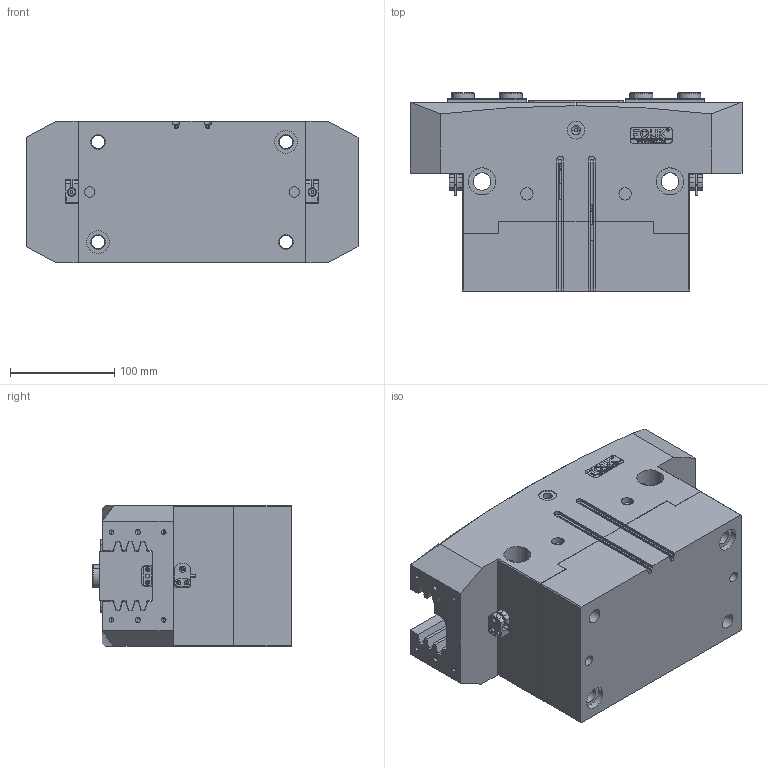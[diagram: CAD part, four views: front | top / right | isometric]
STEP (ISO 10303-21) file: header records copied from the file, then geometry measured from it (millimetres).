
FILE_DESCRIPTION (( 'STEP AP203' ), '1' );
FILE_NAME ('FR134-318-S-NO.STEP', '2025-01-12T05:48:52', ( 'USER-' ), ( 'Microsoft' ), 'SwSTEP 2.0', 'SolidWorks 2018', '' );
FILE_SCHEMA (( 'CONFIG_CONTROL_DESIGN' ));
Length unit declared in the file: millimetre
Products named in the file (14): 晚假蚾輸B; 羲壽標釱B; TRT134-318-S-02 喘倛賑輸; TRT134-318-M-06 笢猾啣; 22x12杶种; 埴翐芛蹟佪_GB_FASTENER_SCREWS_HSHCS M2X8-N; FR134-318-S-NO; TRT134-318-M-02 喘倛賑輸; 8-30 換覜ん; FR134-318-S; TRT134-318-N-27K 晊扥极; 40x15-R2.5; TRT134-318-M-01 喘倛褲极; 棠羲換覜ん
Assembly tree (23 placements, depth 3):
  FR134-318-S-NO
    FR134-318-S
      TRT134-318-M-01 喘倛褲极
      TRT134-318-M-02 喘倛賑輸
      羲壽標釱B  x2
      8-30 換覜ん  x2
      TRT134-318-M-06 笢猾啣
      晚假蚾輸B  x2
      22x12杶种  x4
      埴翐芛蹟佪_GB_FASTENER_SCREWS_HSHCS M2X8-N  x4
      棠羲換覜ん  x2
      40x15-R2.5
      TRT134-318-S-02 喘倛賑輸
    TRT134-318-N-27K 晊扥极
Bounding box: 318 x 190 x 136 mm (x, y, z)
Volume: 5743296.1 mm3; surface area: 507812.9 mm2
Topology: 22 solids, 22 shells, 1397 faces, 3625 edges, 2299 vertices
Faces by surface type: plane 642, cylinder 407, cone 185, bspline 155, torus 8
Entity records: 44113 total; most frequent: CARTESIAN_POINT 13449, ORIENTED_EDGE 6164, DIRECTION 5621, EDGE_CURVE 3082, VERTEX_POINT 2014, LINE 2009, VECTOR 2009, AXIS2_PLACEMENT_3D 1806
